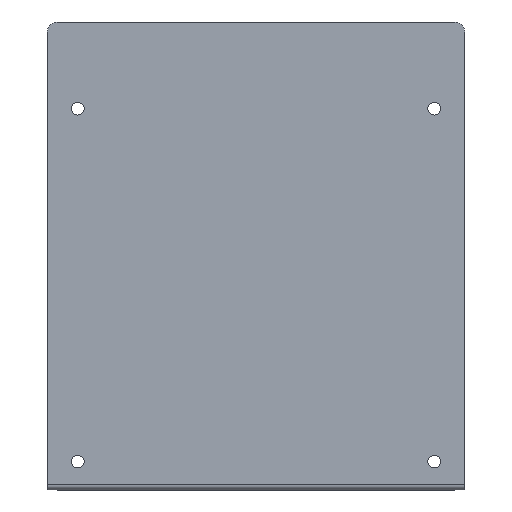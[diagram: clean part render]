
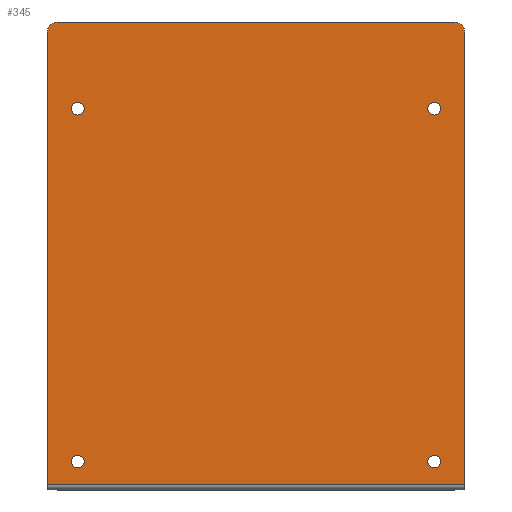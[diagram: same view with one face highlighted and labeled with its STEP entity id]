
A CAD part, top view. The second image highlights one B-rep face of the part: STEP entity #345.
In plain terms, the highlighted planar face has unit normal (0, 0, 1).
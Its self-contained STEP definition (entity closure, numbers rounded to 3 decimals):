
#15=FACE_BOUND('',#58,.T.);
#16=FACE_BOUND('',#59,.T.);
#17=FACE_BOUND('',#60,.T.);
#18=FACE_BOUND('',#61,.T.);
#28=PLANE('',#385);
#39=FACE_OUTER_BOUND('',#57,.T.);
#57=EDGE_LOOP('',(#271,#272,#273,#274,#275,#276));
#58=EDGE_LOOP('',(#277));
#59=EDGE_LOOP('',(#278));
#60=EDGE_LOOP('',(#279));
#61=EDGE_LOOP('',(#280));
#89=LINE('',#555,#117);
#92=LINE('',#568,#120);
#95=LINE('',#574,#123);
#96=LINE('',#575,#124);
#117=VECTOR('',#445,10.);
#120=VECTOR('',#458,10.);
#123=VECTOR('',#463,10.);
#124=VECTOR('',#464,10.);
#138=CIRCLE('',#383,5.);
#139=CIRCLE('',#386,5.);
#140=CIRCLE('',#387,3.15);
#141=CIRCLE('',#388,3.15);
#142=CIRCLE('',#389,3.15);
#143=CIRCLE('',#390,3.15);
#165=VERTEX_POINT('',#552);
#166=VERTEX_POINT('',#554);
#169=VERTEX_POINT('',#561);
#170=VERTEX_POINT('',#563);
#171=VERTEX_POINT('',#567);
#173=VERTEX_POINT('',#573);
#174=VERTEX_POINT('',#577);
#175=VERTEX_POINT('',#579);
#176=VERTEX_POINT('',#581);
#177=VERTEX_POINT('',#583);
#202=EDGE_CURVE('',#165,#166,#89,.T.);
#206=EDGE_CURVE('',#169,#170,#138,.T.);
#208=EDGE_CURVE('',#170,#171,#92,.T.);
#211=EDGE_CURVE('',#173,#169,#95,.T.);
#212=EDGE_CURVE('',#166,#173,#96,.T.);
#213=EDGE_CURVE('',#171,#165,#139,.T.);
#214=EDGE_CURVE('',#174,#174,#140,.T.);
#215=EDGE_CURVE('',#175,#175,#141,.T.);
#216=EDGE_CURVE('',#176,#176,#142,.T.);
#217=EDGE_CURVE('',#177,#177,#143,.T.);
#271=ORIENTED_EDGE('',*,*,#206,.F.);
#272=ORIENTED_EDGE('',*,*,#211,.F.);
#273=ORIENTED_EDGE('',*,*,#212,.F.);
#274=ORIENTED_EDGE('',*,*,#202,.F.);
#275=ORIENTED_EDGE('',*,*,#213,.F.);
#276=ORIENTED_EDGE('',*,*,#208,.F.);
#277=ORIENTED_EDGE('',*,*,#214,.T.);
#278=ORIENTED_EDGE('',*,*,#215,.T.);
#279=ORIENTED_EDGE('',*,*,#216,.T.);
#280=ORIENTED_EDGE('',*,*,#217,.T.);
#345=ADVANCED_FACE('',(#39,#15,#16,#17,#18),#28,.T.);
#383=AXIS2_PLACEMENT_3D('',#564,#453,#454);
#385=AXIS2_PLACEMENT_3D('',#572,#461,#462);
#386=AXIS2_PLACEMENT_3D('',#576,#465,#466);
#387=AXIS2_PLACEMENT_3D('',#578,#467,#468);
#388=AXIS2_PLACEMENT_3D('',#580,#469,#470);
#389=AXIS2_PLACEMENT_3D('',#582,#471,#472);
#390=AXIS2_PLACEMENT_3D('',#584,#473,#474);
#445=DIRECTION('',(0.,-1.,0.));
#453=DIRECTION('center_axis',(0.,0.,-1.));
#454=DIRECTION('ref_axis',(-0.707,0.707,0.));
#458=DIRECTION('',(1.,0.,0.));
#461=DIRECTION('center_axis',(0.,0.,1.));
#462=DIRECTION('ref_axis',(0.,-1.,0.));
#463=DIRECTION('',(0.,1.,0.));
#464=DIRECTION('',(-1.,0.,0.));
#465=DIRECTION('center_axis',(0.,0.,-1.));
#466=DIRECTION('ref_axis',(0.707,0.707,0.));
#467=DIRECTION('center_axis',(0.,0.,-1.));
#468=DIRECTION('ref_axis',(1.,0.,0.));
#469=DIRECTION('center_axis',(0.,0.,-1.));
#470=DIRECTION('ref_axis',(1.,0.,0.));
#471=DIRECTION('center_axis',(0.,0.,-1.));
#472=DIRECTION('ref_axis',(1.,0.,0.));
#473=DIRECTION('center_axis',(0.,0.,-1.));
#474=DIRECTION('ref_axis',(1.,0.,0.));
#552=CARTESIAN_POINT('',(206.,226.,1.5));
#554=CARTESIAN_POINT('',(206.,2.5,1.5));
#555=CARTESIAN_POINT('',(206.,0.,1.5));
#561=CARTESIAN_POINT('',(0.,226.,1.5));
#563=CARTESIAN_POINT('',(5.,231.,1.5));
#564=CARTESIAN_POINT('Origin',(5.,226.,1.5));
#567=CARTESIAN_POINT('',(201.,231.,1.5));
#568=CARTESIAN_POINT('',(0.,231.,1.5));
#572=CARTESIAN_POINT('Origin',(0.,231.,1.5));
#573=CARTESIAN_POINT('',(0.,2.5,1.5));
#574=CARTESIAN_POINT('',(0.,0.,1.5));
#575=CARTESIAN_POINT('',(0.,2.5,1.5));
#576=CARTESIAN_POINT('Origin',(201.,226.,1.5));
#577=CARTESIAN_POINT('',(187.85,14.,1.5));
#578=CARTESIAN_POINT('Origin',(191.,14.,1.5));
#579=CARTESIAN_POINT('',(11.85,14.,1.5));
#580=CARTESIAN_POINT('Origin',(15.,14.,1.5));
#581=CARTESIAN_POINT('',(11.85,188.2,1.5));
#582=CARTESIAN_POINT('Origin',(15.,188.2,1.5));
#583=CARTESIAN_POINT('',(187.85,188.2,1.5));
#584=CARTESIAN_POINT('Origin',(191.,188.2,1.5));
